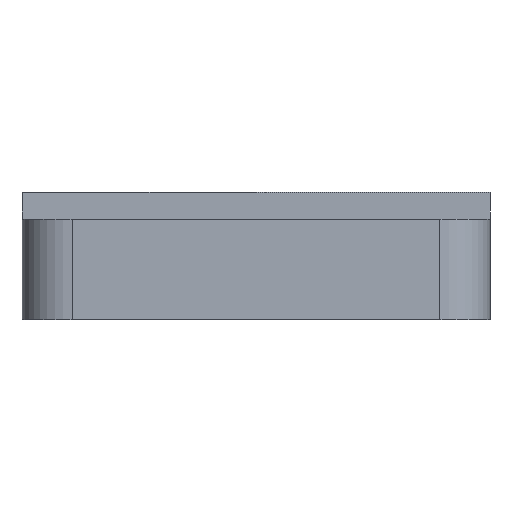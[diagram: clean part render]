
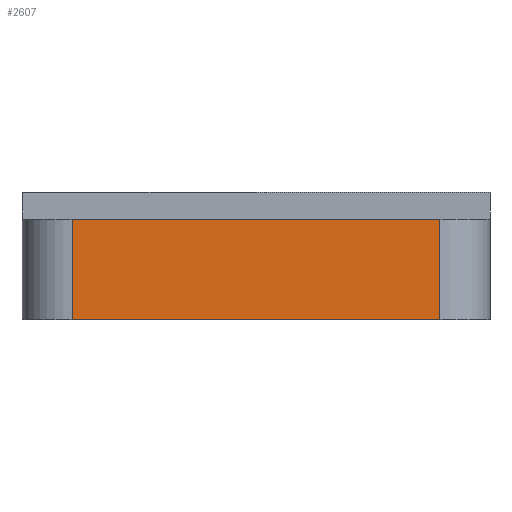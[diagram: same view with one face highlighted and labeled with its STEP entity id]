
A CAD part, left-side view. The second image highlights one B-rep face of the part: STEP entity #2607.
In plain terms, the highlighted planar face has unit normal (-1, 0, 0).
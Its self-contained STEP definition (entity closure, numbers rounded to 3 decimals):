
#167 = PLANE('',#168);
#168 = AXIS2_PLACEMENT_3D('',#169,#170,#171);
#169 = CARTESIAN_POINT('',(-10.4,0.,0.));
#170 = DIRECTION('',(0.,0.,1.));
#171 = DIRECTION('',(1.,0.,0.));
#195 = CYLINDRICAL_SURFACE('',#196,1.5);
#196 = AXIS2_PLACEMENT_3D('',#197,#198,#199);
#197 = CARTESIAN_POINT('',(-16.7,5.5,0.));
#198 = DIRECTION('',(0.,0.,1.));
#199 = DIRECTION('',(0.,1.,-0.));
#223 = PLANE('',#224);
#224 = AXIS2_PLACEMENT_3D('',#225,#226,#227);
#225 = CARTESIAN_POINT('',(-18.2,7.,3.));
#226 = DIRECTION('',(0.,0.,1.));
#227 = DIRECTION('',(1.,0.,0.));
#1357 = VERTEX_POINT('',#1358);
#1358 = CARTESIAN_POINT('',(-18.2,5.5,0.));
#1380 = EDGE_CURVE('',#1381,#1357,#1383,.T.);
#1381 = VERTEX_POINT('',#1382);
#1382 = CARTESIAN_POINT('',(-18.2,-5.5,0.));
#1383 = SURFACE_CURVE('',#1384,(#1388,#1395),.PCURVE_S1.);
#1384 = LINE('',#1385,#1386);
#1385 = CARTESIAN_POINT('',(-18.2,-7.,0.));
#1386 = VECTOR('',#1387,1.);
#1387 = DIRECTION('',(0.,1.,0.));
#1388 = PCURVE('',#167,#1389);
#1389 = DEFINITIONAL_REPRESENTATION('',(#1390),#1394);
#1390 = LINE('',#1391,#1392);
#1391 = CARTESIAN_POINT('',(-7.8,-7.));
#1392 = VECTOR('',#1393,1.);
#1393 = DIRECTION('',(0.,1.));
#1394 = ( GEOMETRIC_REPRESENTATION_CONTEXT(2) 
PARAMETRIC_REPRESENTATION_CONTEXT() REPRESENTATION_CONTEXT('2D SPACE',''
  ) );
#1395 = PCURVE('',#1396,#1401);
#1396 = PLANE('',#1397);
#1397 = AXIS2_PLACEMENT_3D('',#1398,#1399,#1400);
#1398 = CARTESIAN_POINT('',(-18.2,-7.,0.));
#1399 = DIRECTION('',(-1.,0.,0.));
#1400 = DIRECTION('',(0.,1.,0.));
#1401 = DEFINITIONAL_REPRESENTATION('',(#1402),#1406);
#1402 = LINE('',#1403,#1404);
#1403 = CARTESIAN_POINT('',(0.,0.));
#1404 = VECTOR('',#1405,1.);
#1405 = DIRECTION('',(1.,0.));
#1406 = ( GEOMETRIC_REPRESENTATION_CONTEXT(2) 
PARAMETRIC_REPRESENTATION_CONTEXT() REPRESENTATION_CONTEXT('2D SPACE',''
  ) );
#1425 = CYLINDRICAL_SURFACE('',#1426,1.5);
#1426 = AXIS2_PLACEMENT_3D('',#1427,#1428,#1429);
#1427 = CARTESIAN_POINT('',(-16.7,-5.5,0.));
#1428 = DIRECTION('',(0.,0.,1.));
#1429 = DIRECTION('',(-1.,0.,0.));
#1543 = EDGE_CURVE('',#1357,#1544,#1546,.T.);
#1544 = VERTEX_POINT('',#1545);
#1545 = CARTESIAN_POINT('',(-18.2,5.5,3.));
#1546 = SURFACE_CURVE('',#1547,(#1551,#1558),.PCURVE_S1.);
#1547 = LINE('',#1548,#1549);
#1548 = CARTESIAN_POINT('',(-18.2,5.5,0.));
#1549 = VECTOR('',#1550,1.);
#1550 = DIRECTION('',(0.,0.,1.));
#1551 = PCURVE('',#195,#1552);
#1552 = DEFINITIONAL_REPRESENTATION('',(#1553),#1557);
#1553 = LINE('',#1554,#1555);
#1554 = CARTESIAN_POINT('',(1.571,0.));
#1555 = VECTOR('',#1556,1.);
#1556 = DIRECTION('',(0.,1.));
#1557 = ( GEOMETRIC_REPRESENTATION_CONTEXT(2) 
PARAMETRIC_REPRESENTATION_CONTEXT() REPRESENTATION_CONTEXT('2D SPACE',''
  ) );
#1558 = PCURVE('',#1396,#1559);
#1559 = DEFINITIONAL_REPRESENTATION('',(#1560),#1564);
#1560 = LINE('',#1561,#1562);
#1561 = CARTESIAN_POINT('',(12.5,0.));
#1562 = VECTOR('',#1563,1.);
#1563 = DIRECTION('',(0.,-1.));
#1564 = ( GEOMETRIC_REPRESENTATION_CONTEXT(2) 
PARAMETRIC_REPRESENTATION_CONTEXT() REPRESENTATION_CONTEXT('2D SPACE',''
  ) );
#1690 = EDGE_CURVE('',#1691,#1544,#1693,.T.);
#1691 = VERTEX_POINT('',#1692);
#1692 = CARTESIAN_POINT('',(-18.2,-5.5,3.));
#1693 = SURFACE_CURVE('',#1694,(#1698,#1705),.PCURVE_S1.);
#1694 = LINE('',#1695,#1696);
#1695 = CARTESIAN_POINT('',(-18.2,-7.,3.));
#1696 = VECTOR('',#1697,1.);
#1697 = DIRECTION('',(0.,1.,0.));
#1698 = PCURVE('',#223,#1699);
#1699 = DEFINITIONAL_REPRESENTATION('',(#1700),#1704);
#1700 = LINE('',#1701,#1702);
#1701 = CARTESIAN_POINT('',(0.,-14.));
#1702 = VECTOR('',#1703,1.);
#1703 = DIRECTION('',(0.,1.));
#1704 = ( GEOMETRIC_REPRESENTATION_CONTEXT(2) 
PARAMETRIC_REPRESENTATION_CONTEXT() REPRESENTATION_CONTEXT('2D SPACE',''
  ) );
#1705 = PCURVE('',#1396,#1706);
#1706 = DEFINITIONAL_REPRESENTATION('',(#1707),#1711);
#1707 = LINE('',#1708,#1709);
#1708 = CARTESIAN_POINT('',(0.,-3.));
#1709 = VECTOR('',#1710,1.);
#1710 = DIRECTION('',(1.,0.));
#1711 = ( GEOMETRIC_REPRESENTATION_CONTEXT(2) 
PARAMETRIC_REPRESENTATION_CONTEXT() REPRESENTATION_CONTEXT('2D SPACE',''
  ) );
#2607 = ADVANCED_FACE('',(#2608),#1396,.T.);
#2608 = FACE_BOUND('',#2609,.T.);
#2609 = EDGE_LOOP('',(#2610,#2611,#2632,#2633));
#2610 = ORIENTED_EDGE('',*,*,#1380,.F.);
#2611 = ORIENTED_EDGE('',*,*,#2612,.T.);
#2612 = EDGE_CURVE('',#1381,#1691,#2613,.T.);
#2613 = SURFACE_CURVE('',#2614,(#2618,#2625),.PCURVE_S1.);
#2614 = LINE('',#2615,#2616);
#2615 = CARTESIAN_POINT('',(-18.2,-5.5,0.));
#2616 = VECTOR('',#2617,1.);
#2617 = DIRECTION('',(0.,0.,1.));
#2618 = PCURVE('',#1396,#2619);
#2619 = DEFINITIONAL_REPRESENTATION('',(#2620),#2624);
#2620 = LINE('',#2621,#2622);
#2621 = CARTESIAN_POINT('',(1.5,0.));
#2622 = VECTOR('',#2623,1.);
#2623 = DIRECTION('',(0.,-1.));
#2624 = ( GEOMETRIC_REPRESENTATION_CONTEXT(2) 
PARAMETRIC_REPRESENTATION_CONTEXT() REPRESENTATION_CONTEXT('2D SPACE',''
  ) );
#2625 = PCURVE('',#1425,#2626);
#2626 = DEFINITIONAL_REPRESENTATION('',(#2627),#2631);
#2627 = LINE('',#2628,#2629);
#2628 = CARTESIAN_POINT('',(0.,0.));
#2629 = VECTOR('',#2630,1.);
#2630 = DIRECTION('',(0.,1.));
#2631 = ( GEOMETRIC_REPRESENTATION_CONTEXT(2) 
PARAMETRIC_REPRESENTATION_CONTEXT() REPRESENTATION_CONTEXT('2D SPACE',''
  ) );
#2632 = ORIENTED_EDGE('',*,*,#1690,.T.);
#2633 = ORIENTED_EDGE('',*,*,#1543,.F.);
